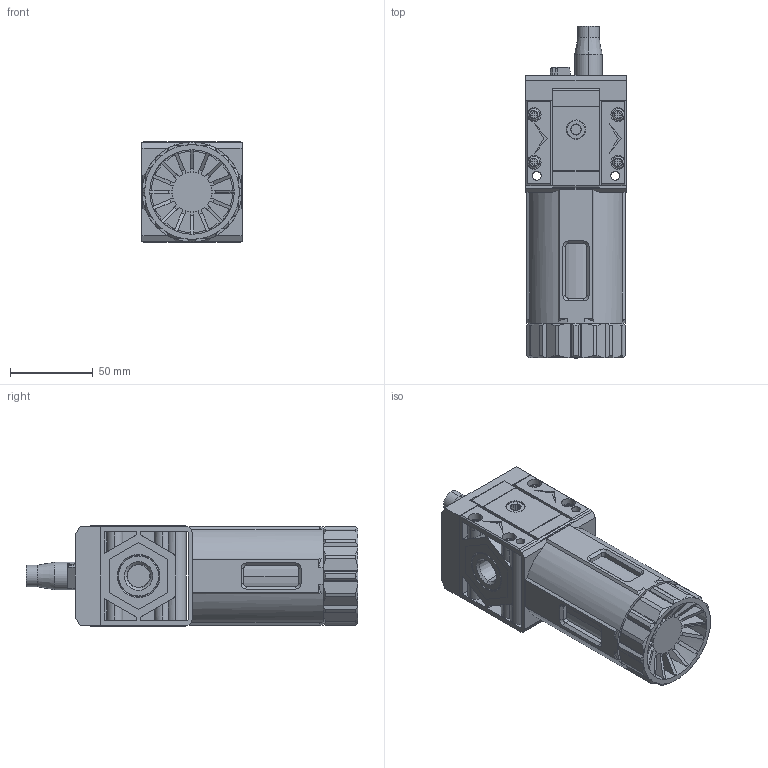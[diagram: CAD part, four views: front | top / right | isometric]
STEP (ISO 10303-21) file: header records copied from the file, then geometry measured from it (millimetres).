
FILE_DESCRIPTION (( 'STEP AP203' ), '1' );
FILE_NAME ('5U23L103.step', '2023-05-17T14:46:24', ( '' ), ( '' ), 'SwSTEP 2.0', 'SolidWorks 2021', '' );
FILE_SCHEMA (( 'CONFIG_CONTROL_DESIGN' ));
Length unit declared in the file: inch
Products named in the file (1): 5U23L103
Bounding box: 60.9 x 200.5 x 61 mm (x, y, z)
Volume: 385583.9 mm3; surface area: 122463.7 mm2
Topology: 14 solids, 14 shells, 1060 faces, 2927 edges, 1931 vertices
Faces by surface type: plane 531, cylinder 318, cone 146, bspline 65
Entity records: 37996 total; most frequent: CARTESIAN_POINT 10899, ORIENTED_EDGE 5850, DIRECTION 5496, EDGE_CURVE 2925, AXIS2_PLACEMENT_3D 1942, VERTEX_POINT 1931, LINE 1612, VECTOR 1612
